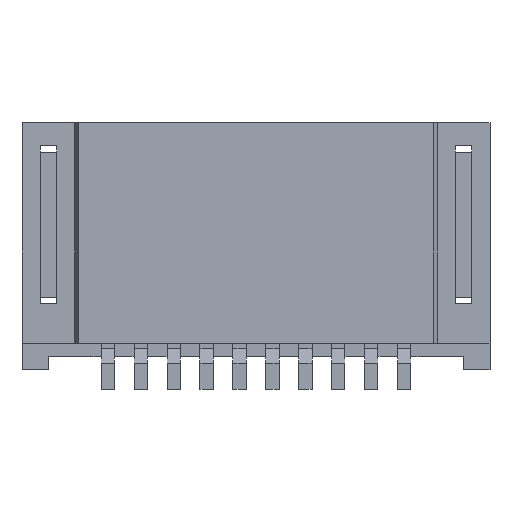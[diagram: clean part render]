
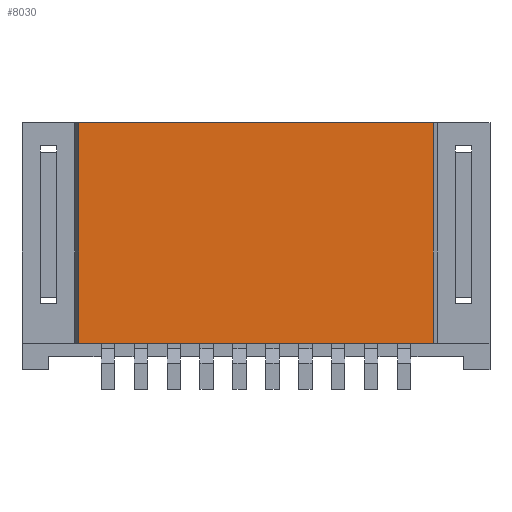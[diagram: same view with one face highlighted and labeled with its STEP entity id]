
A CAD part, front view. The second image highlights one B-rep face of the part: STEP entity #8030.
In plain terms, the highlighted planar face has unit normal (0, -1, 0).
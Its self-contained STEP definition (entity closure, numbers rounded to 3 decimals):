
#851=DIRECTION('',(1.,0.,0.));
#852=VECTOR('',#851,5.385);
#853=CARTESIAN_POINT('',(-2.692,0.,3.75));
#854=LINE('',#853,#852);
#883=DIRECTION('',(1.,0.,0.));
#884=VECTOR('',#883,5.385);
#885=CARTESIAN_POINT('',(-2.692,0.,0.4));
#886=LINE('',#885,#884);
#887=DIRECTION('',(0.,0.,1.));
#888=VECTOR('',#887,3.35);
#889=CARTESIAN_POINT('',(-2.692,0.,0.4));
#890=LINE('',#889,#888);
#1179=DIRECTION('',(0.,0.,1.));
#1180=VECTOR('',#1179,3.35);
#1181=CARTESIAN_POINT('',(2.692,0.,0.4));
#1182=LINE('',#1181,#1180);
#5381=CARTESIAN_POINT('',(-2.692,0.,3.75));
#5382=CARTESIAN_POINT('',(2.692,0.,3.75));
#5383=VERTEX_POINT('',#5381);
#5384=VERTEX_POINT('',#5382);
#5397=CARTESIAN_POINT('',(-2.692,0.,0.4));
#5398=CARTESIAN_POINT('',(2.692,0.,0.4));
#5399=VERTEX_POINT('',#5397);
#5400=VERTEX_POINT('',#5398);
#8017=CARTESIAN_POINT('',(-2.692,0.,0.));
#8018=DIRECTION('',(0.,-1.,0.));
#8019=DIRECTION('',(1.,0.,0.));
#8020=AXIS2_PLACEMENT_3D('',#8017,#8018,#8019);
#8021=PLANE('',#8020);
#8022=ORIENTED_EDGE('',*,*,#7367,.F.);
#8024=ORIENTED_EDGE('',*,*,#8023,.T.);
#8025=ORIENTED_EDGE('',*,*,#7989,.T.);
#8027=ORIENTED_EDGE('',*,*,#8026,.F.);
#8028=EDGE_LOOP('',(#8022,#8024,#8025,#8027));
#8029=FACE_OUTER_BOUND('',#8028,.F.);
#8030=ADVANCED_FACE('',(#8029),#8021,.T.);
#7367=EDGE_CURVE('',#5399,#5400,#886,.T.);
#7989=EDGE_CURVE('',#5383,#5384,#854,.T.);
#8023=EDGE_CURVE('',#5399,#5383,#890,.T.);
#8026=EDGE_CURVE('',#5400,#5384,#1182,.T.);
